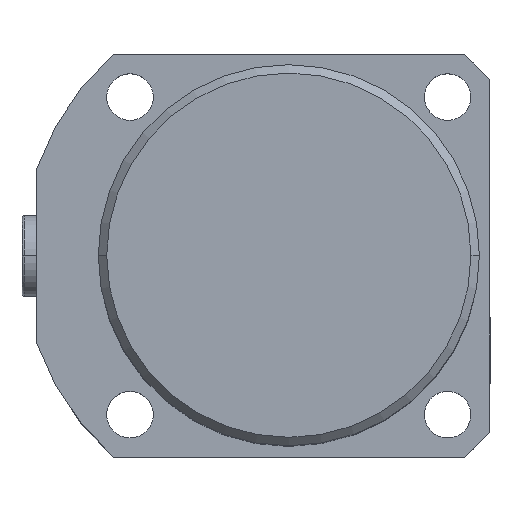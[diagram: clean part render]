
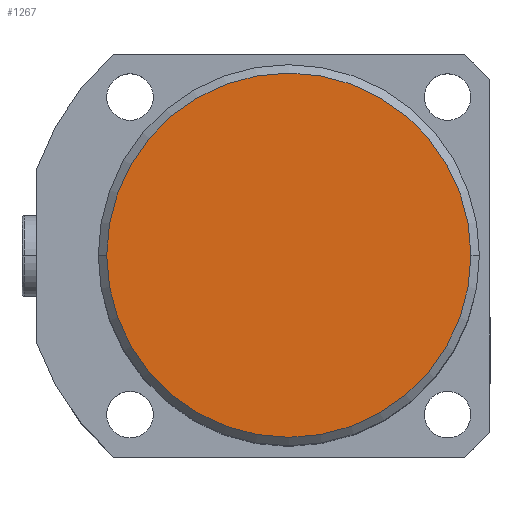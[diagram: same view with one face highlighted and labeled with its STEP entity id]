
A CAD part, top view. The second image highlights one B-rep face of the part: STEP entity #1267.
In plain terms, the highlighted planar face has unit normal (0, 0, 1).
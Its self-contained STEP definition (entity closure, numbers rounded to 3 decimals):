
#22 = AXIS2_PLACEMENT_3D ( 'NONE', #2973, #2963, #2962 ) ;
#56 = AXIS2_PLACEMENT_3D ( 'NONE', #3502, #3501, #3500 ) ;
#105 = AXIS2_PLACEMENT_3D ( 'NONE', #303, #3573, #3570 ) ;
#145 = EDGE_CURVE ( 'NONE', #2316, #2314, #1251, .T. ) ;
#221 = EDGE_CURVE ( 'NONE', #2314, #2316, #1121, .T. ) ;
#303 = CARTESIAN_POINT ( 'NONE',  ( 0., 0., 128. ) ) ;
#655 = CARTESIAN_POINT ( 'NONE',  ( -43., 0., 128. ) ) ;
#659 = CARTESIAN_POINT ( 'NONE',  ( 43., 0., 128. ) ) ;
#1121 = CIRCLE ( 'NONE', #56, 43. ) ;
#1251 = CIRCLE ( 'NONE', #105, 43. ) ;
#1267 = ADVANCED_FACE ( 'NONE', ( #1385 ), #2968, .T. ) ;
#1385 = FACE_OUTER_BOUND ( 'NONE', #2185, .T. ) ;
#1904 = ORIENTED_EDGE ( 'NONE', *, *, #145, .T. ) ;
#1909 = ORIENTED_EDGE ( 'NONE', *, *, #221, .T. ) ;
#2185 = EDGE_LOOP ( 'NONE', ( #1904, #1909 ) ) ;
#2314 = VERTEX_POINT ( 'NONE', #659 ) ;
#2316 = VERTEX_POINT ( 'NONE', #655 ) ;
#2962 = DIRECTION ( 'NONE',  ( 1., 0., 0. ) ) ;
#2963 = DIRECTION ( 'NONE',  ( 0., 0., 1. ) ) ;
#2968 = PLANE ( 'NONE',  #22 ) ;
#2973 = CARTESIAN_POINT ( 'NONE',  ( 0., 0., 128. ) ) ;
#3500 = DIRECTION ( 'NONE',  ( 1., 0., 0. ) ) ;
#3501 = DIRECTION ( 'NONE',  ( 0., 0., 1. ) ) ;
#3502 = CARTESIAN_POINT ( 'NONE',  ( 0., 0., 128. ) ) ;
#3570 = DIRECTION ( 'NONE',  ( 1., 0., 0. ) ) ;
#3573 = DIRECTION ( 'NONE',  ( 0., 0., 1. ) ) ;
